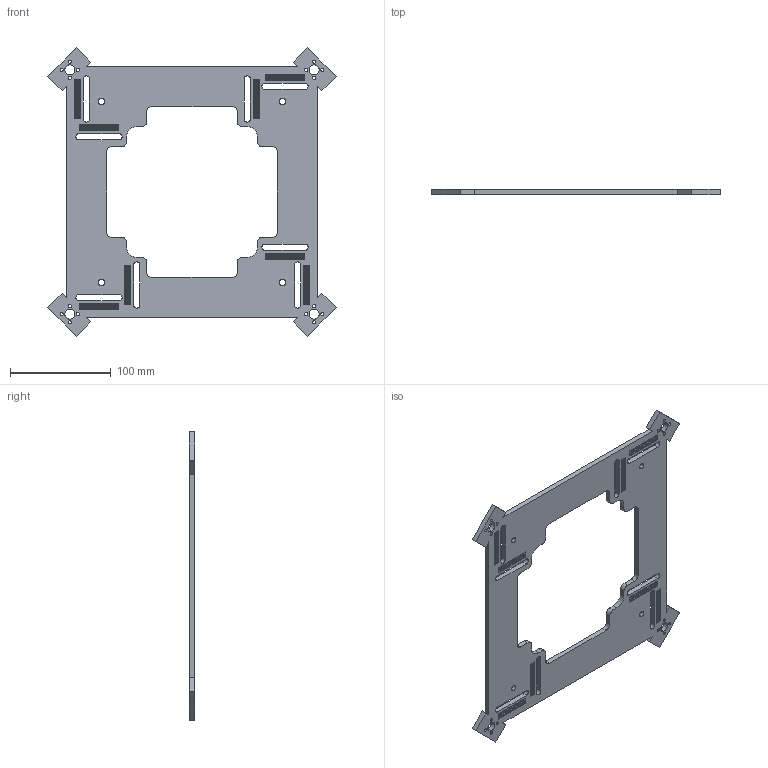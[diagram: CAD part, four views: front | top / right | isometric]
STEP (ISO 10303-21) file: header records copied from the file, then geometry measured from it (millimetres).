
FILE_DESCRIPTION (( 'STEP AP203' ), '1' );
FILE_NAME ('Light sources platform.STEP', '2020-07-30T22:32:33', ( '' ), ( '' ), 'SwSTEP 2.0', 'SolidWorks 2018', '' );
FILE_SCHEMA (( 'CONFIG_CONTROL_DESIGN' ));
Products named in the file (1): Light sources platform
Bounding box: 286.78 x 5 x 286.78 mm (x, y, z)
Volume: 190119.3 mm3; surface area: 110472 mm2
Topology: 1 solids, 1 shells, 1426 faces, 4272 edges, 2848 vertices
Faces by surface type: plane 1342, cylinder 84
Entity records: 48673 total; most frequent: CARTESIAN_POINT 8547, ORIENTED_EDGE 8544, DIRECTION 7294, EDGE_CURVE 4272, VECTOR 4104, LINE 4104, VERTEX_POINT 2848, EDGE_LOOP 2132
